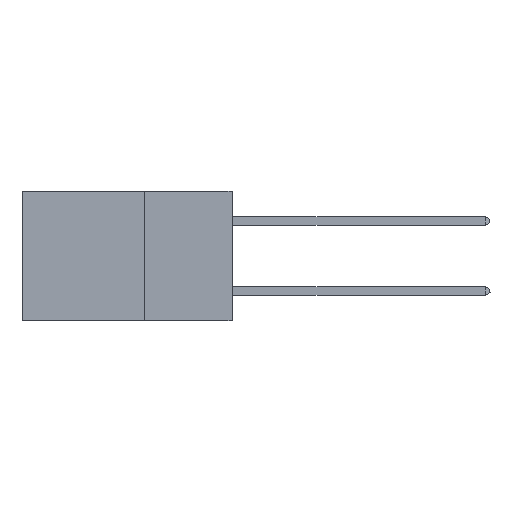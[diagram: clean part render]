
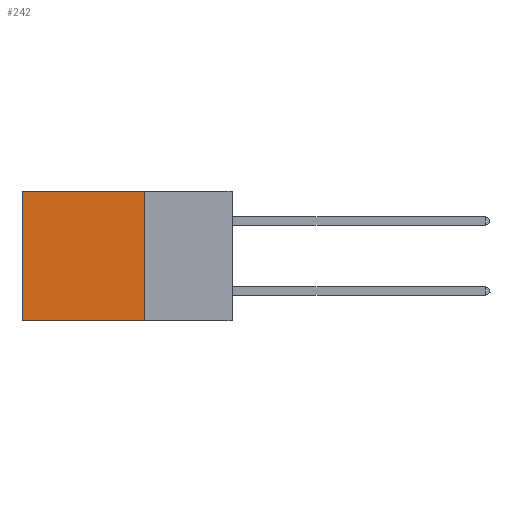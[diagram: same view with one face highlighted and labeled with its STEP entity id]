
A CAD part, left-side view. The second image highlights one B-rep face of the part: STEP entity #242.
In plain terms, the highlighted planar face has unit normal (-1, 0, 0).
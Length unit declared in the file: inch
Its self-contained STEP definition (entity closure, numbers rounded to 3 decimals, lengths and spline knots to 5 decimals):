
#242 = ADVANCED_FACE ( 'NONE', ( #11068 ), #11943, .F. ) ;
#999 = DIRECTION ( 'NONE',  ( 0., 1., 0. ) ) ;
#1191 = VECTOR ( 'NONE', #14027, 39.37008 ) ;
#1293 = CARTESIAN_POINT ( 'NONE',  ( 0.2875, 0.6, 0. ) ) ;
#2246 = ORIENTED_EDGE ( 'NONE', *, *, #11926, .T. ) ;
#2893 = DIRECTION ( 'NONE',  ( 0., 0., -1. ) ) ;
#3801 = VECTOR ( 'NONE', #999, 39.37008 ) ;
#4264 = DIRECTION ( 'NONE',  ( 1., 0., 0. ) ) ;
#4602 = AXIS2_PLACEMENT_3D ( 'NONE', #17948, #4264, #14992 ) ;
#5595 = DIRECTION ( 'NONE',  ( 0., 0., -1. ) ) ;
#5732 = VERTEX_POINT ( 'NONE', #14178 ) ;
#6955 = CARTESIAN_POINT ( 'NONE',  ( 0.2875, 0.25, 0. ) ) ;
#7402 = VERTEX_POINT ( 'NONE', #12647 ) ;
#8097 = VERTEX_POINT ( 'NONE', #6955 ) ;
#8808 = CARTESIAN_POINT ( 'NONE',  ( 0.2875, 0.25, -0.37 ) ) ;
#9023 = LINE ( 'NONE', #1293, #16591 ) ;
#10548 = LINE ( 'NONE', #8808, #3801 ) ;
#10595 = ORIENTED_EDGE ( 'NONE', *, *, #19738, .F. ) ;
#11068 = FACE_OUTER_BOUND ( 'NONE', #13198, .T. ) ;
#11264 = EDGE_CURVE ( 'NONE', #17180, #5732, #9023, .T. ) ;
#11926 = EDGE_CURVE ( 'NONE', #8097, #17180, #17568, .T. ) ;
#11943 = PLANE ( 'NONE',  #4602 ) ;
#12509 = CARTESIAN_POINT ( 'NONE',  ( 0.2875, 0.25, 0. ) ) ;
#12647 = CARTESIAN_POINT ( 'NONE',  ( 0.2875, 0.25, -0.37 ) ) ;
#13198 = EDGE_LOOP ( 'NONE', ( #18314, #19759, #10595, #2246 ) ) ;
#14027 = DIRECTION ( 'NONE',  ( 0., 1., 0. ) ) ;
#14178 = CARTESIAN_POINT ( 'NONE',  ( 0.2875, 0.6, -0.37 ) ) ;
#14814 = CARTESIAN_POINT ( 'NONE',  ( 0.2875, 0.25, 0. ) ) ;
#14917 = EDGE_CURVE ( 'NONE', #7402, #5732, #10548, .T. ) ;
#14992 = DIRECTION ( 'NONE',  ( 0., 0., -1. ) ) ;
#16591 = VECTOR ( 'NONE', #2893, 39.37008 ) ;
#17132 = CARTESIAN_POINT ( 'NONE',  ( 0.2875, 0.6, 0. ) ) ;
#17180 = VERTEX_POINT ( 'NONE', #17132 ) ;
#17568 = LINE ( 'NONE', #12509, #1191 ) ;
#17725 = LINE ( 'NONE', #14814, #18657 ) ;
#17948 = CARTESIAN_POINT ( 'NONE',  ( 0.2875, 0.25, 0. ) ) ;
#18314 = ORIENTED_EDGE ( 'NONE', *, *, #11264, .T. ) ;
#18657 = VECTOR ( 'NONE', #5595, 39.37008 ) ;
#19738 = EDGE_CURVE ( 'NONE', #8097, #7402, #17725, .T. ) ;
#19759 = ORIENTED_EDGE ( 'NONE', *, *, #14917, .F. ) ;
